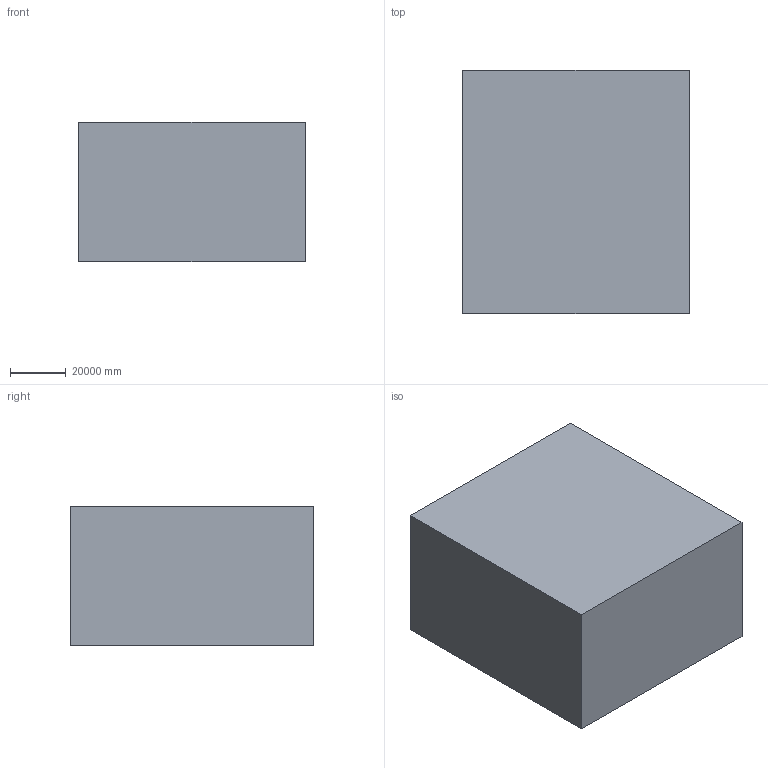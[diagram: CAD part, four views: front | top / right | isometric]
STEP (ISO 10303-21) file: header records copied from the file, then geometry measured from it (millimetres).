
FILE_DESCRIPTION(/* description */ (''),/* implementation_level */ '2;1');
FILE_NAME(/* name */ 'model',/* time_stamp */ '2019-04-02T17:08:58+08:00',/* author */ (''),/* organization */ (''),/* preprocessor_version */ 'ST-DEVELOPER v16.5',/* originating_system */ '',/* authorisation */ '');
FILE_SCHEMA (('AUTOMOTIVE_DESIGN'));
Length unit declared in the file: metre
Products named in the file (1): Document
Bounding box: 81000 x 87000 x 50000 mm (x, y, z)
Volume: 354350000000000 mm3; surface area: 32294000000 mm2
Topology: 4 solids, 4 shells, 24 faces, 49 edges, 33 vertices
Faces by surface type: plane 24
Entity records: 570 total; most frequent: CARTESIAN_POINT 160, ORIENTED_EDGE 96, B_SPLINE_CURVE_WITH_KNOTS 49, EDGE_CURVE 48, VERTEX_POINT 32, DIRECTION 30, AXIS2_PLACEMENT_3D 27, ADVANCED_FACE 24
